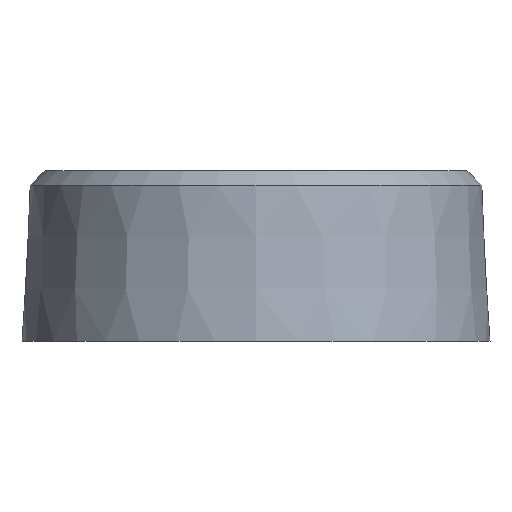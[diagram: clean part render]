
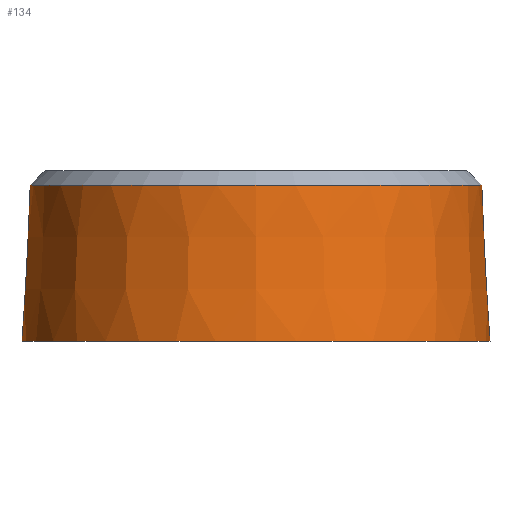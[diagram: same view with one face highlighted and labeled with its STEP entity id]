
A CAD part, left-side view. The second image highlights one B-rep face of the part: STEP entity #134.
In plain terms, the highlighted conical face has half-angle 3 degrees and reference radius 16.5 mm.
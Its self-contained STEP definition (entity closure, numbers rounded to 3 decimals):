
#33=FACE_OUTER_BOUND('',#44,.T.);
#44=EDGE_LOOP('',(#116,#117,#118,#119));
#52=LINE('',#250,#58);
#58=VECTOR('',#211,16.5);
#66=CIRCLE('',#165,15.923);
#67=CIRCLE('',#167,16.5);
#75=VERTEX_POINT('',#245);
#76=VERTEX_POINT('',#249);
#89=EDGE_CURVE('',#75,#75,#66,.T.);
#90=EDGE_CURVE('',#75,#76,#52,.T.);
#91=EDGE_CURVE('',#76,#76,#67,.T.);
#116=ORIENTED_EDGE('',*,*,#89,.F.);
#117=ORIENTED_EDGE('',*,*,#90,.T.);
#118=ORIENTED_EDGE('',*,*,#91,.T.);
#119=ORIENTED_EDGE('',*,*,#90,.F.);
#126=CONICAL_SURFACE('',#166,16.5,0.052);
#134=ADVANCED_FACE('',(#33),#126,.T.);
#165=AXIS2_PLACEMENT_3D('',#247,#207,#208);
#166=AXIS2_PLACEMENT_3D('',#248,#209,#210);
#167=AXIS2_PLACEMENT_3D('',#251,#212,#213);
#207=DIRECTION('center_axis',(0.,0.,1.));
#208=DIRECTION('ref_axis',(1.,0.,0.));
#209=DIRECTION('center_axis',(0.,0.,-1.));
#210=DIRECTION('ref_axis',(1.,0.,0.));
#211=DIRECTION('',(-0.052,0.,-0.999));
#212=DIRECTION('center_axis',(0.,0.,1.));
#213=DIRECTION('ref_axis',(1.,0.,0.));
#245=CARTESIAN_POINT('',(-15.923,0.,11.001));
#247=CARTESIAN_POINT('Origin',(0.,0.,11.001));
#248=CARTESIAN_POINT('Origin',(0.,0.,0.));
#249=CARTESIAN_POINT('',(-16.5,0.,0.));
#250=CARTESIAN_POINT('',(-16.5,0.,0.));
#251=CARTESIAN_POINT('Origin',(0.,0.,0.));
